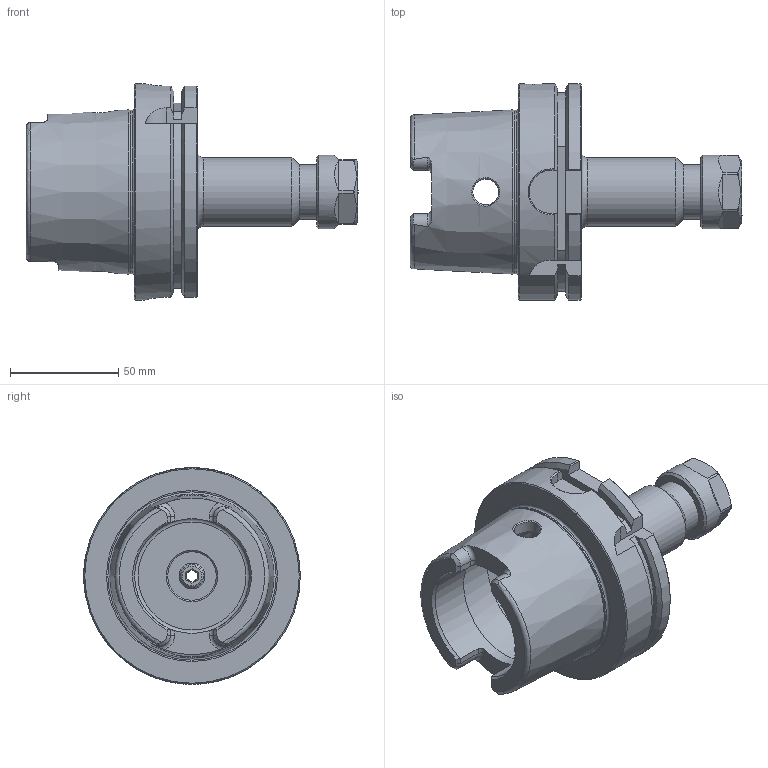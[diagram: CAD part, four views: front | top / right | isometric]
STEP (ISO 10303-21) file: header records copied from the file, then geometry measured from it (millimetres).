
FILE_DESCRIPTION((''),'2;1');
FILE_NAME('H100-20ER4.stp','2014-08-07T16:49:24',('kaykin'),(''),'Autodesk Inventor 2012','Autodesk Inventor 2012','');
FILE_SCHEMA(('AUTOMOTIVE_DESIGN { 1 0 10303 214 1 1 1 1 }'));
Length unit declared in the file: inch
Products named in the file (5): H100-20ER4; H100-20ER4-1; BS-09; 20ERHN
Assembly tree (4 placements, depth 3):
  H100-20ER4
    H100-20ER4-1
      H100-20ER4-1
      BS-09
    20ERHN
Bounding box: 153.25 x 100 x 100 mm (x, y, z)
Volume: 296808.8 mm3; surface area: 63635.2 mm2
Topology: 3 solids, 3 shells, 192 faces, 472 edges, 295 vertices
Faces by surface type: plane 78, cylinder 48, cone 36, torus 19, bspline 11
Full cylindrical faces by diameter (mm): 7.137 x1, 10 x1, 10.719 x2, 11.989 x1, 12 x3, 12.751 x1, 14.097 x1, 14.478 x1, 15.76 x1, 16.84 x1, 20.83 x1, 21.85 x1, 22.377 x1, 23.5 x1, 25 x1, 25.016 x1, 26 x1, 31.75 x1, 34 x1, 53 x2, 63 x1, 75.364 x1, 100 x1
Entity records: 6393 total; most frequent: CARTESIAN_POINT 2069, DIRECTION 821, ORIENTED_EDGE 802, EDGE_CURVE 401, AXIS2_PLACEMENT_3D 344, VERTEX_POINT 280, EDGE_LOOP 267, FACE_OUTER_BOUND 192
